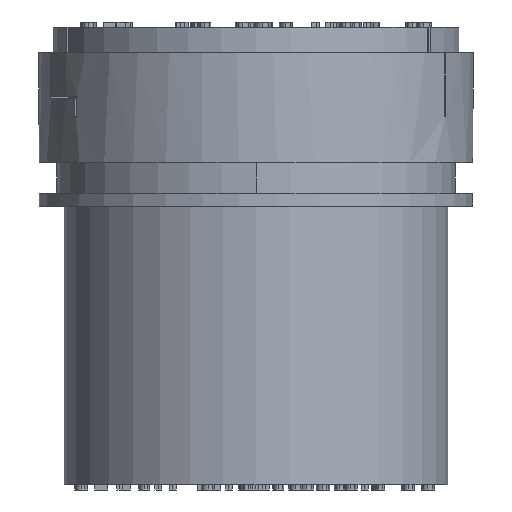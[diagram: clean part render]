
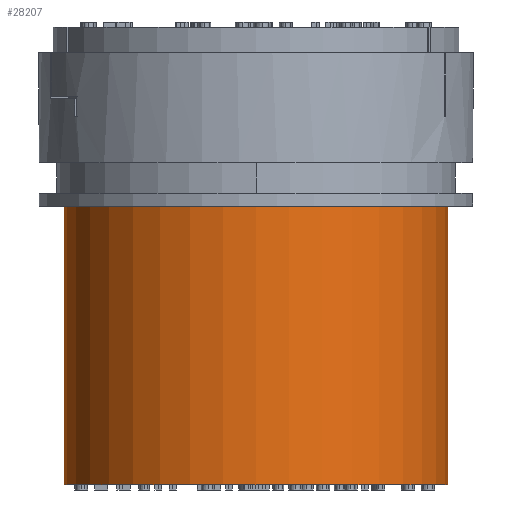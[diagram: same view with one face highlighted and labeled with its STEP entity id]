
A CAD part, front view. The second image highlights one B-rep face of the part: STEP entity #28207.
In plain terms, the highlighted cylindrical face has radius 7.5 mm (diameter 15 mm), a partial arc.
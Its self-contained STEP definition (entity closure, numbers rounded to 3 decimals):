
#1083=CARTESIAN_POINT('',(0.,0.,-13.5));
#1084=DIRECTION('',(0.,0.,1.));
#1085=DIRECTION('',(-1.,0.,0.));
#1086=AXIS2_PLACEMENT_3D('',#1083,#1084,#1085);
#3042=DIRECTION('',(0.,0.,1.));
#3043=VECTOR('',#3042,10.9);
#3044=CARTESIAN_POINT('',(7.5,0.,-13.5));
#3045=LINE('',#3044,#3043);
#3046=DIRECTION('',(0.,0.,-1.));
#3047=VECTOR('',#3046,10.9);
#3048=CARTESIAN_POINT('',(-7.5,0.,-2.6));
#3049=LINE('',#3048,#3047);
#3102=CARTESIAN_POINT('',(0.,0.,-2.6));
#3103=DIRECTION('',(0.,0.,1.));
#3104=DIRECTION('',(-1.,0.,0.));
#3105=AXIS2_PLACEMENT_3D('',#3102,#3103,#3104);
#24408=CARTESIAN_POINT('',(-7.5,0.,-2.6));
#24409=CARTESIAN_POINT('',(7.5,0.,-2.6));
#24410=VERTEX_POINT('',#24408);
#24411=VERTEX_POINT('',#24409);
#24480=CARTESIAN_POINT('',(-7.5,0.,-13.5));
#24481=CARTESIAN_POINT('',(7.5,0.,-13.5));
#24482=VERTEX_POINT('',#24480);
#24483=VERTEX_POINT('',#24481);
#28193=CARTESIAN_POINT('',(0.,0.,-13.3));
#28194=DIRECTION('',(0.,0.,1.));
#28195=DIRECTION('',(1.,0.,0.));
#28196=AXIS2_PLACEMENT_3D('',#28193,#28194,#28195);
#28197=CYLINDRICAL_SURFACE('',#28196,7.5);
#28199=ORIENTED_EDGE('',*,*,#28198,.F.);
#28201=ORIENTED_EDGE('',*,*,#28200,.T.);
#28203=ORIENTED_EDGE('',*,*,#28202,.F.);
#28204=ORIENTED_EDGE('',*,*,#27264,.F.);
#28205=EDGE_LOOP('',(#28199,#28201,#28203,#28204));
#28206=FACE_OUTER_BOUND('',#28205,.F.);
#1087=CIRCLE('',#1086,7.5);
#3106=CIRCLE('',#3105,7.5);
#27264=EDGE_CURVE('',#24482,#24483,#1087,.T.);
#28198=EDGE_CURVE('',#24410,#24482,#3049,.T.);
#28200=EDGE_CURVE('',#24410,#24411,#3106,.T.);
#28202=EDGE_CURVE('',#24483,#24411,#3045,.T.);
#28207=ADVANCED_FACE('',(#28206),#28197,.T.);
